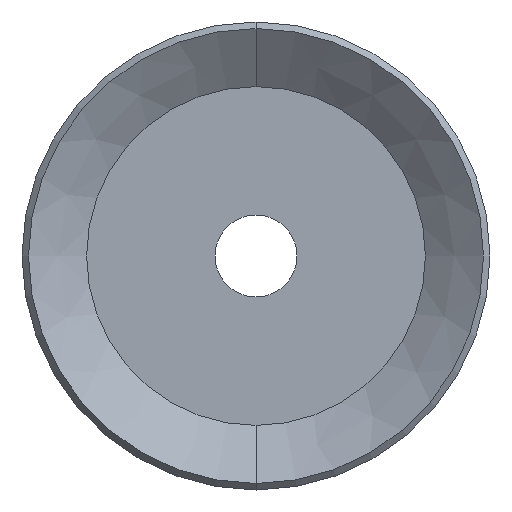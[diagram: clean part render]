
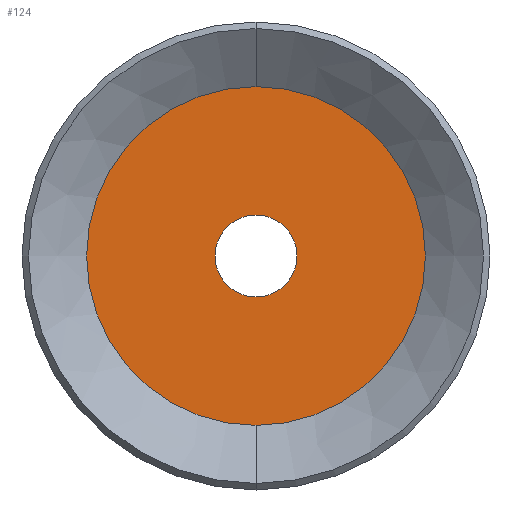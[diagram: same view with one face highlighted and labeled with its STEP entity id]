
A CAD part, front view. The second image highlights one B-rep face of the part: STEP entity #124.
In plain terms, the highlighted planar face has unit normal (0, -1, 0).
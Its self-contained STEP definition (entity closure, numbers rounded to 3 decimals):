
#124=ADVANCED_FACE('',(#303,#304),#305,.F.);
#303=FACE_OUTER_BOUND('',#537,.T.);
#304=FACE_BOUND('',#538,.T.);
#305=PLANE('',#539);
#537=EDGE_LOOP('',(#3979,#3980));
#538=EDGE_LOOP('',(#3981,#3982));
#539=AXIS2_PLACEMENT_3D('',#3983,#3984,#3985);
#3979=ORIENTED_EDGE('',*,*,#4446,.F.);
#3980=ORIENTED_EDGE('',*,*,#4477,.F.);
#3981=ORIENTED_EDGE('',*,*,#4475,.T.);
#3982=ORIENTED_EDGE('',*,*,#4451,.T.);
#3983=CARTESIAN_POINT('',(7.24,-8.998,0.158));
#3984=DIRECTION('',(0.0,1.0,0.0));
#3985=DIRECTION('',(0.0,0.0,1.0));
#4446=EDGE_CURVE('',#4728,#4729,#4730,.T.);
#4451=EDGE_CURVE('',#4735,#4736,#4737,.T.);
#4475=EDGE_CURVE('',#4736,#4735,#4771,.T.);
#4477=EDGE_CURVE('',#4729,#4728,#4773,.T.);
#4728=VERTEX_POINT('',#5483);
#4729=VERTEX_POINT('',#5484);
#4730=CIRCLE('',#5485,7.24);
#4735=VERTEX_POINT('',#5492);
#4736=VERTEX_POINT('',#5493);
#4737=CIRCLE('',#5494,1.75);
#4771=CIRCLE('',#5534,1.75);
#4773=CIRCLE('',#5536,7.24);
#5483=CARTESIAN_POINT('',(0.,-8.998,7.398));
#5484=CARTESIAN_POINT('',(0.,-8.998,-7.082));
#5485=AXIS2_PLACEMENT_3D('',#6800,#6801,#6802);
#5492=CARTESIAN_POINT('',(0.,-8.998,-1.592));
#5493=CARTESIAN_POINT('',(0.,-8.998,1.908));
#5494=AXIS2_PLACEMENT_3D('',#6808,#6809,#6810);
#5534=AXIS2_PLACEMENT_3D('',#6847,#6848,#6849);
#5536=AXIS2_PLACEMENT_3D('',#6850,#6851,#6852);
#6800=CARTESIAN_POINT('',(0.,-8.998,0.158));
#6801=DIRECTION('',(0.0,1.0,0.0));
#6802=DIRECTION('',(0.0,0.0,1.0));
#6808=CARTESIAN_POINT('',(0.,-8.998,0.158));
#6809=DIRECTION('',(0.0,1.0,0.0));
#6810=DIRECTION('',(0.0,0.0,1.0));
#6847=CARTESIAN_POINT('',(0.,-8.998,0.158));
#6848=DIRECTION('',(0.0,1.0,0.0));
#6849=DIRECTION('',(0.0,0.0,1.0));
#6850=CARTESIAN_POINT('',(0.,-8.998,0.158));
#6851=DIRECTION('',(0.0,1.0,0.0));
#6852=DIRECTION('',(0.0,0.0,1.0));
